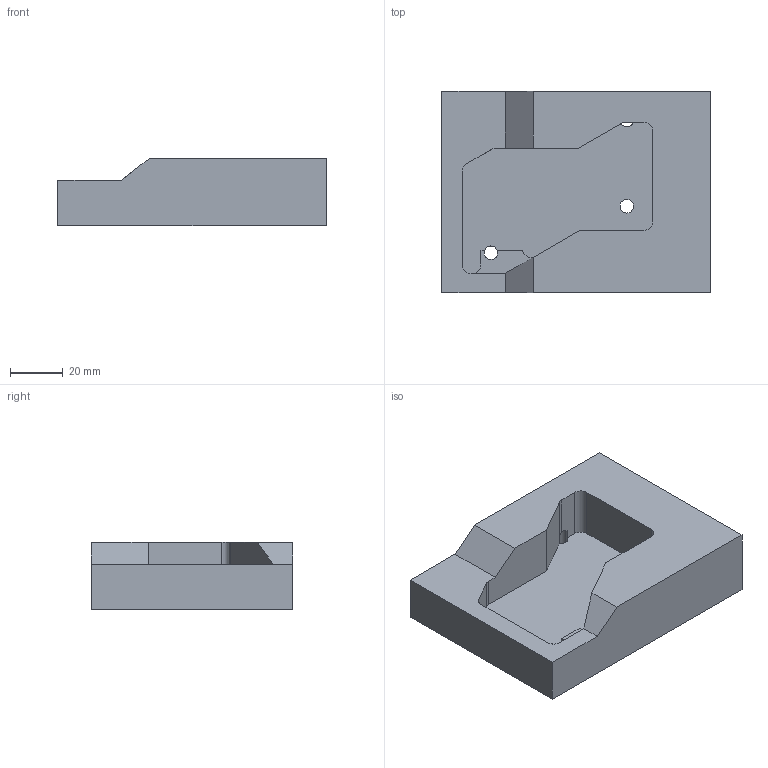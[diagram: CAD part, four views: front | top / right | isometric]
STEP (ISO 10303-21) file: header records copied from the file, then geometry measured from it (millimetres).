
FILE_DESCRIPTION (( 'STEP AP214' ), '1' );
FILE_NAME ('Ruigh-test-part_VisualCAM.STEP', '2020-07-07T19:35:59', ( 'Paul' ), ( '' ), 'SwSTEP 2.0', 'SolidWorks 2020', '' );
FILE_SCHEMA (( 'AUTOMOTIVE_DESIGN' ));
Length unit declared in the file: inch
Products named in the file (1): Ruigh-test-part_VisualCAM
Bounding box: 101.6 x 76.2 x 25.4 mm (x, y, z)
Volume: 130725.4 mm3; surface area: 27755.2 mm2
Topology: 1 solids, 1 shells, 48 faces, 141 edges, 89 vertices
Faces by surface type: plane 23, cylinder 19, cone 6
Entity records: 1753 total; most frequent: CARTESIAN_POINT 297, DIRECTION 270, ORIENTED_EDGE 270, EDGE_CURVE 135, LINE 90, AXIS2_PLACEMENT_3D 90, VECTOR 90, VERTEX_POINT 89
